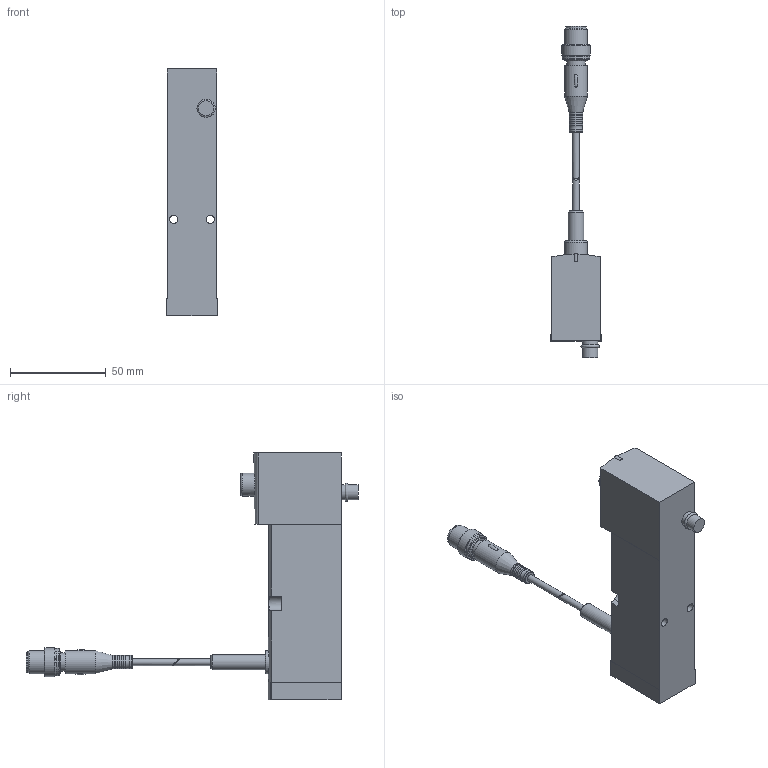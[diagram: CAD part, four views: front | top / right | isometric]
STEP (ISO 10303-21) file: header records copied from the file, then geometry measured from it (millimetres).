
FILE_DESCRIPTION(/* description */ ('STEP AP214'),/* implementation_level */ '2;1');
FILE_NAME(/* name */ '570850_VSVA-B-M52-MZD-A1-1T1L-APX-0_5',/* time_stamp */ '2024-09-17T07:32:22+02:00',/* author */ ('License CC BY-ND 4.0'),/* organization */ ('CADENAS'),/* preprocessor_version */ 'ST-DEVELOPER v19.3',/* originating_system */ 'PARTsolutions',/* authorisation */ ' ');
FILE_SCHEMA (('AUTOMOTIVE_DESIGN {1 0 10303 214 3 1 1}'));
Length unit declared in the file: millimetre
Products named in the file (3): 570850 VSVA-B-M52-MZD-A1-1T1L-APX-0.5; 570850 VSVA-B-M52-MZD-A1-1T1L-APX-0.5---(part); 749579 SIEN-M8B-PO-K-0.5-M12
Assembly tree (2 placements, depth 2):
  570850 VSVA-B-M52-MZD-A1-1T1L-APX-0.5
    570850 VSVA-B-M52-MZD-A1-1T1L-APX-0.5---(part)
    749579 SIEN-M8B-PO-K-0.5-M12
Bounding box: 26.2 x 173.3 x 129.18 mm (x, y, z)
Volume: 137856.7 mm3; surface area: 24353.7 mm2
Topology: 2 solids, 2 shells, 128 faces, 289 edges, 185 vertices
Faces by surface type: cylinder 53, plane 52, torus 11, cone 8, sphere 4
Full cylindrical faces by diameter (mm): 1 x4, 1.2 x2, 3.5 x2, 4.3 x2, 7 x5, 8 x3, 8.3 x1, 9.6 x1, 10.5 x1, 12 x4, 12.5 x1, 13 x1, 14.4 x1, 15 x1
Entity records: 3949 total; most frequent: CARTESIAN_POINT 635, DIRECTION 599, ORIENTED_EDGE 454, AXIS2_PLACEMENT_3D 248, EDGE_CURVE 227, EDGE_LOOP 202, FACE_BOUND 202, VERTEX_POINT 173
